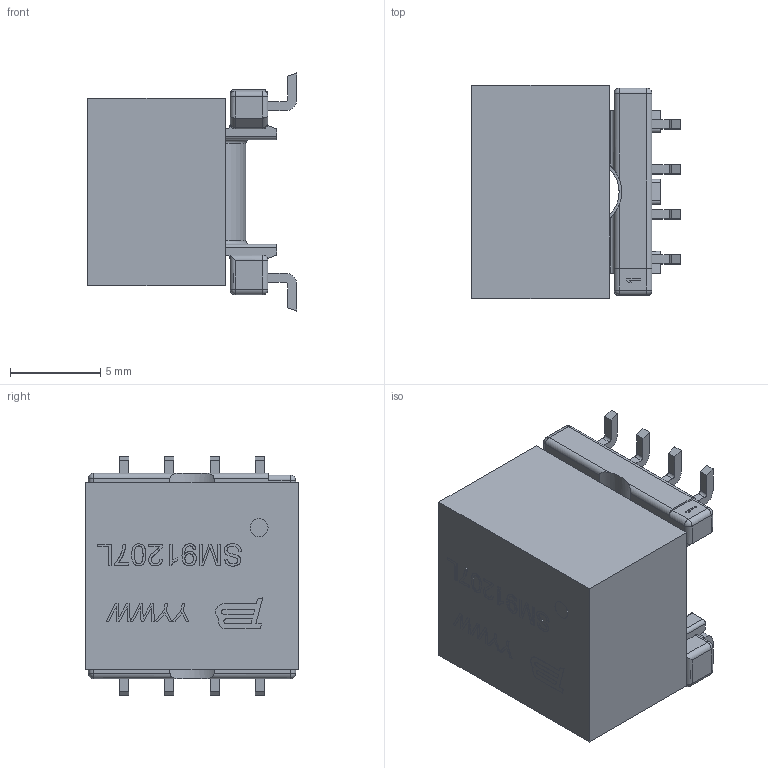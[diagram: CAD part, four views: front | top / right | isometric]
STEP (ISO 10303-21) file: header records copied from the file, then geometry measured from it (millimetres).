
FILE_DESCRIPTION(/* description */ (''),/* implementation_level */ '2;1');
FILE_NAME(/* name */ 'SM91207L.stp',/* time_stamp */ '2023-08-23T14:14:10+08:00',/* author */ ('jetz'),/* organization */ (''),/* preprocessor_version */ 'ST-DEVELOPER v19',/* originating_system */ 'Autodesk Inventor 2023',/* authorisation */ '');
FILE_SCHEMA (('AUTOMOTIVE_DESIGN { 1 0 10303 214 3 1 1 }'));
Length unit declared in the file: millimetre
Products named in the file (1): SM91207L
Bounding box: 11.62 x 11.8 x 13.2 mm (x, y, z)
Volume: 1082.8 mm3; surface area: 891.8 mm2
Topology: 1 solids, 1 shells, 411 faces, 1101 edges, 720 vertices
Faces by surface type: plane 235, cylinder 85, bspline 75, sphere 14, torus 2
Full cylindrical faces by diameter (mm): 1 x1
Entity records: 13478 total; most frequent: CARTESIAN_POINT 3565, ORIENTED_EDGE 2202, DIRECTION 1759, EDGE_CURVE 1101, LINE 769, VECTOR 769, VERTEX_POINT 720, AXIS2_PLACEMENT_3D 495
